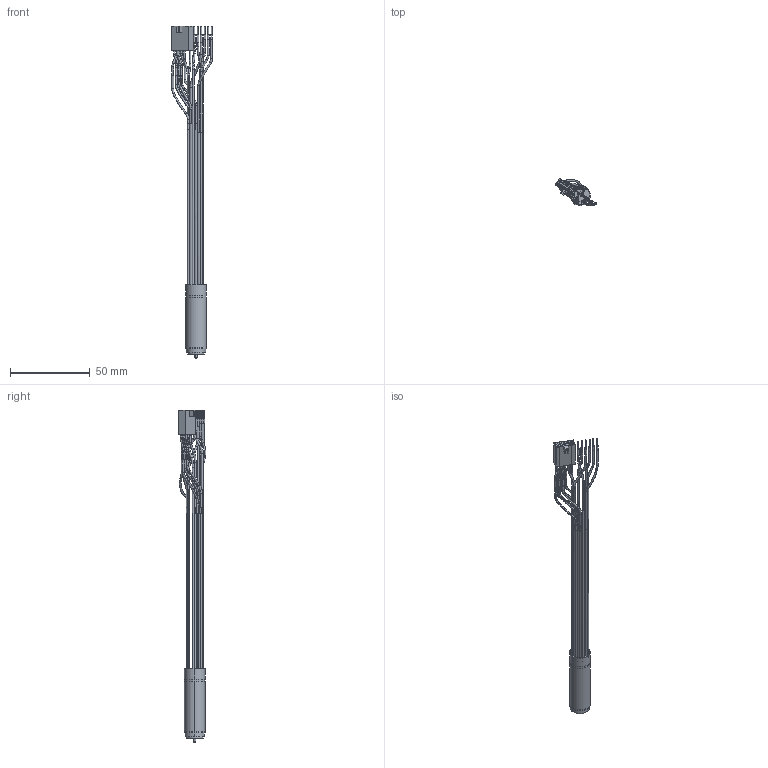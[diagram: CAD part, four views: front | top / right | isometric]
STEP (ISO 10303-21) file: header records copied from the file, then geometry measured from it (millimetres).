
FILE_DESCRIPTION((''),'2;1');
FILE_NAME('4611180000312_SW0001','2023-03-23T11:21:34',('ms27607'),(''),'CREO PARAMETRIC BY PTC INC, 2018100','CREO PARAMETRIC BY PTC INC, 2018100','');
FILE_SCHEMA(('CONFIG_CONTROL_DESIGN'));
Length unit declared in the file: millimetre
Products named in the file (1): 4611180000312_SW0001
Bounding box: 25.71 x 17.22 x 208.75 mm (x, y, z)
Surface area: 11832.3 mm2 (no closed solid volume)
Topology: 0 solids, 35 shells, 417 faces, 1312 edges, 926 vertices
Faces by surface type: plane 157, cylinder 150, torus 58, bspline 44, cone 8
Entity records: 17410 total; most frequent: CARTESIAN_POINT 5530, DIRECTION 2576, ORIENTED_EDGE 2302, EDGE_CURVE 1312, AXIS2_PLACEMENT_3D 953, VERTEX_POINT 926, VECTOR 670, LINE 670
